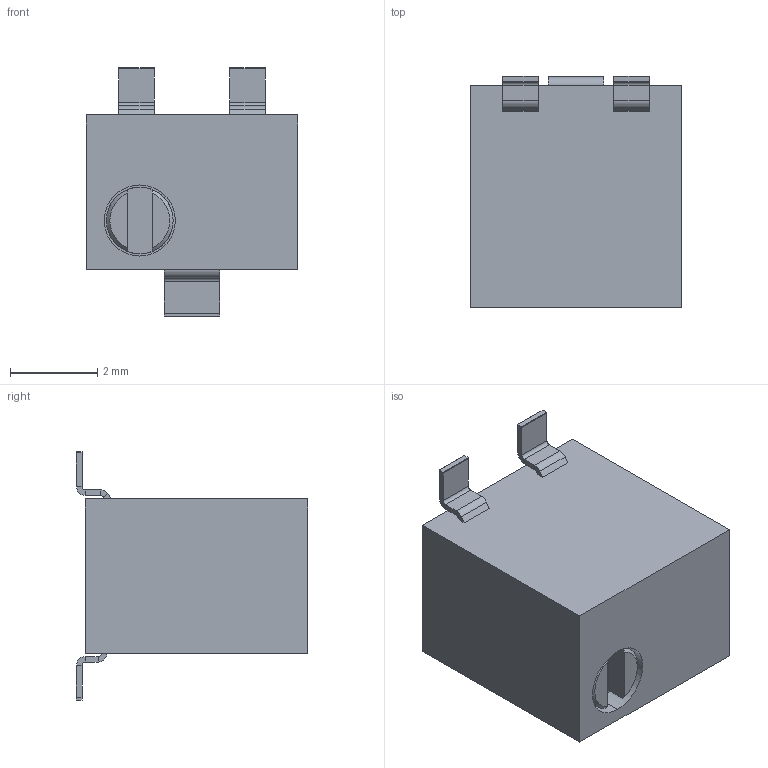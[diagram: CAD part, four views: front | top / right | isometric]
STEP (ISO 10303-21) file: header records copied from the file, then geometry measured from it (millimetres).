
FILE_DESCRIPTION((''),'2;1');
FILE_NAME('33756-73903_3','2012-10-25T',('stevec'),('Bourns, Inc.'),'PRO/ENGINEER BY PARAMETRIC TECHNOLOGY CORPORATION, 2012230','PRO/ENGINEER BY PARAMETRIC TECHNOLOGY CORPORATION, 2012230','');
FILE_SCHEMA(('CONFIG_CONTROL_DESIGN'));
Length unit declared in the file: inch
Products named in the file (1): 33756-73903_3
Bounding box: 4.83 x 5.28 x 5.68 mm (x, y, z)
Volume: 86.4 mm3; surface area: 135.5 mm2
Topology: 1 solids, 1 shells, 101 faces, 222 edges, 128 vertices
Faces by surface type: plane 83, cylinder 16, cone 2
Entity records: 2725 total; most frequent: CARTESIAN_POINT 470, DIRECTION 458, ORIENTED_EDGE 444, EDGE_CURVE 222, VECTOR 180, LINE 180, AXIS2_PLACEMENT_3D 139, VERTEX_POINT 128
